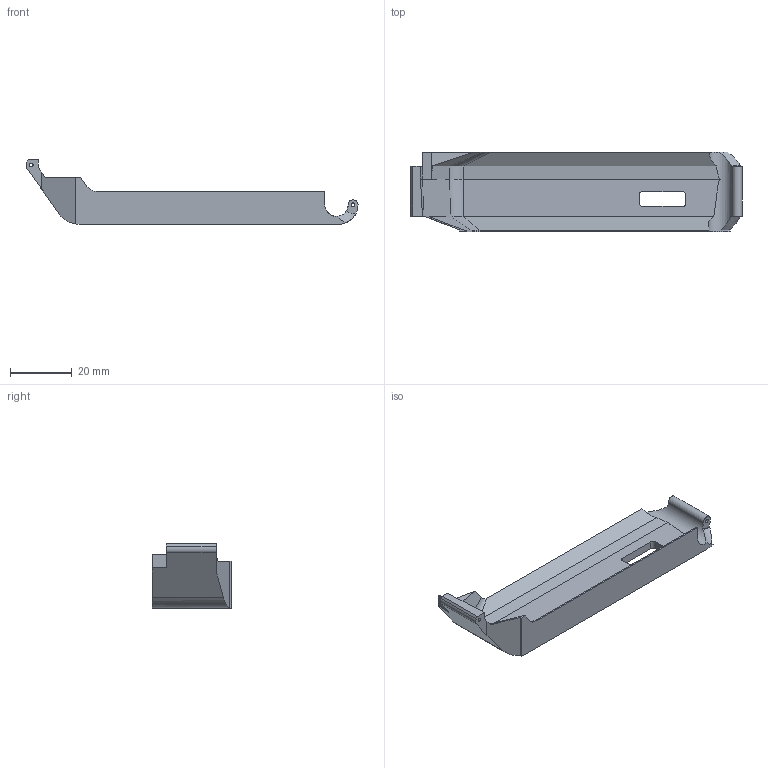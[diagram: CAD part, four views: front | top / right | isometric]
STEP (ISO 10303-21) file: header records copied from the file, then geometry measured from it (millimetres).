
FILE_DESCRIPTION(('FreeCAD Model'),'2;1');
FILE_NAME('Open CASCADE Shape Model','2025-05-11T08:41:06',(''),(''), 'Open CASCADE STEP processor 7.8','FreeCAD','Unknown');
FILE_SCHEMA(('CONFIG_CONTROL_DESIGN','SHAPE_APPEARANCE_LAYER_MIM'));
Length unit declared in the file: millimetre
Products named in the file (1): Flipper lower case door
Bounding box: 107.45 x 25.7 x 20.83 mm (x, y, z)
Volume: 10349.2 mm3; surface area: 8210.9 mm2
Topology: 1 solids, 1 shells, 60 faces, 164 edges, 106 vertices
Faces by surface type: plane 26, cylinder 15, bspline 14, cone 4, extrusion 1
Full cylindrical faces by diameter (mm): 1.2 x2
Entity records: 6229 total; most frequent: CARTESIAN_POINT 3142, DIRECTION 485, ORIENTED_EDGE 328, PCURVE 328, DEFINITIONAL_REPRESENTATION 328, VECTOR 295, LINE 294, EDGE_CURVE 164
